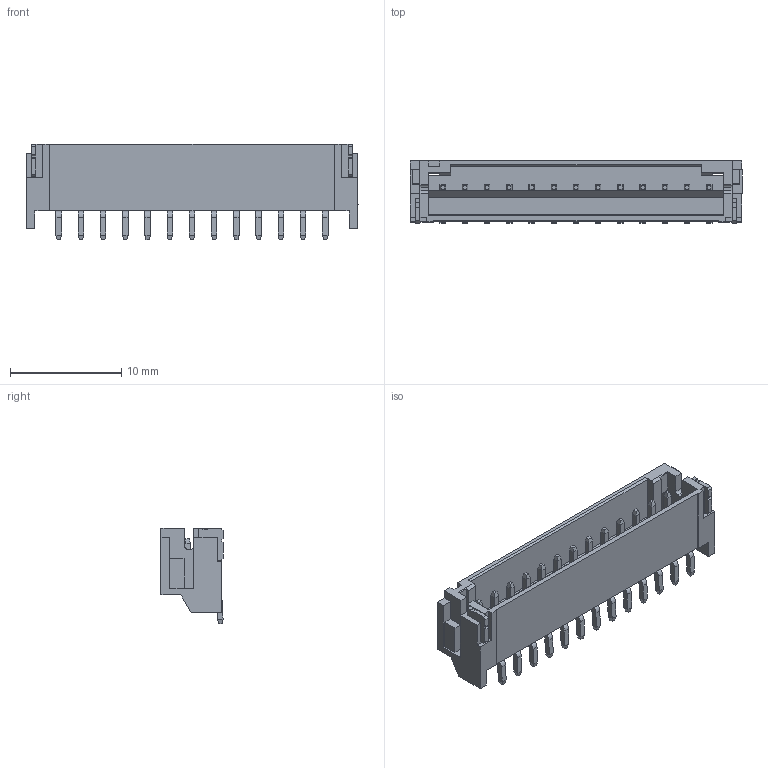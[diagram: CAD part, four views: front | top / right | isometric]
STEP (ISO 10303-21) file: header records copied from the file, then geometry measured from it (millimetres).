
FILE_DESCRIPTION (( 'STEP AP214' ), '1' );
FILE_NAME ('SxBwhite13.STEP', '2023-10-23T15:29:23', ( '' ), ( '' ), 'SwSTEP 2.0', 'SolidWorks 2021', '' );
FILE_SCHEMA (( 'AUTOMOTIVE_DESIGN' ));
Length unit declared in the file: millimetre
Products named in the file (2): SxBwhite13; SxB-PH-SM4-TB white_13
Assembly tree (1 placements, depth 2):
  SxBwhite13
    SxB-PH-SM4-TB white_13
Bounding box: 29.9 x 5.6 x 8.6 mm (x, y, z)
Volume: 469.8 mm3; surface area: 1435 mm2
Topology: 16 solids, 16 shells, 441 faces, 1133 edges, 720 vertices
Faces by surface type: plane 398, cylinder 43
Entity records: 13306 total; most frequent: CARTESIAN_POINT 2298, ORIENTED_EDGE 2266, DIRECTION 2109, EDGE_CURVE 1133, VECTOR 1047, LINE 1047, VERTEX_POINT 720, AXIS2_PLACEMENT_3D 531
